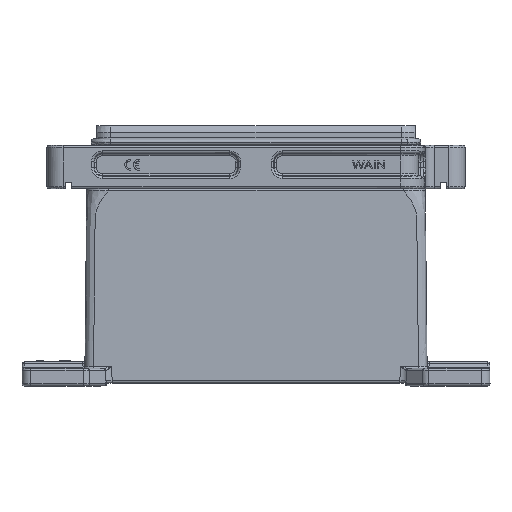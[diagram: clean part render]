
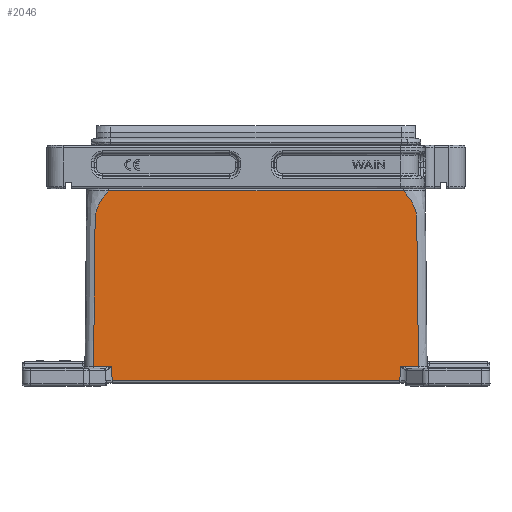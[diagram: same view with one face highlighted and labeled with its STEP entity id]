
A CAD part, top view. The second image highlights one B-rep face of the part: STEP entity #2046.
In plain terms, the highlighted planar face has unit normal (0, 0.011, 1).
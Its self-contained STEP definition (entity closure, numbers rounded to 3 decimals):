
#2046=ADVANCED_FACE('NONE',(#3848),#3051,.T.);
#3051=PLANE('',#22564);
#3848=FACE_OUTER_BOUND('',#5120,.T.);
#5120=EDGE_LOOP('',(#9548,#9549,#9550,#9551,#9552,#9553,#9554,#9555));
#6461=B_SPLINE_CURVE_WITH_KNOTS('',3,(#36580,#36581,#36582,#36583,#36584,
#36585,#36586,#36587,#36588,#36589,#36590,#36591,#36592,#36593,#36594,#36595,
#36596,#36597,#36598,#36599,#36600,#36601,#36602,#36603,#36604,#36605,#36606,
#36607,#36608,#36609,#36610,#36611,#36612,#36613,#36614,#36615,#36616,#36617,
#36618,#36619,#36620,#36621,#36622,#36623,#36624,#36625,#36626,#36627,#36628,
#36629,#36630,#36631,#36632,#36633,#36634,#36635,#36636,#36637,#36638,#36639,
#36640),.UNSPECIFIED.,.F.,.F.,(4,1,1,1,1,1,1,1,2,2,2,2,1,1,1,1,1,2,2,2,
2,1,1,1,2,2,2,2,2,2,2,2,2,2,2,2,2,4),(0.,0.25,0.375,
0.437,0.469,0.484,0.492,
0.496,0.498,0.5,0.625,
0.687,0.719,0.734,0.742,
0.746,0.748,0.749,0.75,
0.781,0.797,0.805,0.809,
0.811,0.812,0.812,0.844,
0.852,0.855,0.859,0.867,
0.871,0.875,0.906,0.922,
0.93,0.937,1.),.UNSPECIFIED.);
#6482=B_SPLINE_CURVE_WITH_KNOTS('',3,(#37499,#37500,#37501,#37502),
 .UNSPECIFIED.,.F.,.F.,(4,4),(0.,1.),.UNSPECIFIED.);
#6483=B_SPLINE_CURVE_WITH_KNOTS('',3,(#37507,#37508,#37509,#37510,#37511,
#37512,#37513),.UNSPECIFIED.,.F.,.F.,(4,3,4),(0.,0.01,1.),
 .UNSPECIFIED.);
#6484=B_SPLINE_CURVE_WITH_KNOTS('',3,(#37517,#37518,#37519,#37520,#37521,
#37522,#37523,#37524,#37525,#37526,#37527,#37528),.UNSPECIFIED.,.F.,.F.,
(4,2,2,2,2,4),(0.,0.125,0.188,0.25,0.5,
1.),.UNSPECIFIED.);
#6485=B_SPLINE_CURVE_WITH_KNOTS('',3,(#37529,#37530,#37531,#37532),
 .UNSPECIFIED.,.F.,.F.,(4,4),(0.,1.),.UNSPECIFIED.);
#9548=ORIENTED_EDGE('',*,*,#17209,.T.);
#9549=ORIENTED_EDGE('',*,*,#17210,.F.);
#9550=ORIENTED_EDGE('',*,*,#17211,.T.);
#9551=ORIENTED_EDGE('',*,*,#17212,.T.);
#9552=ORIENTED_EDGE('',*,*,#17213,.F.);
#9553=ORIENTED_EDGE('',*,*,#17173,.F.);
#9554=ORIENTED_EDGE('',*,*,#17175,.F.);
#9555=ORIENTED_EDGE('',*,*,#17214,.T.);
#14749=VERTEX_POINT('',#36225);
#14758=VERTEX_POINT('',#36571);
#14759=VERTEX_POINT('',#36579);
#14780=VERTEX_POINT('',#37503);
#14781=VERTEX_POINT('',#37504);
#14782=VERTEX_POINT('',#37506);
#14783=VERTEX_POINT('',#37514);
#14784=VERTEX_POINT('',#37516);
#17173=EDGE_CURVE('NONE',#14749,#14758,#19643,.T.);
#17175=EDGE_CURVE('NONE',#14759,#14749,#6461,.T.);
#17209=EDGE_CURVE('NONE',#14780,#14781,#6482,.T.);
#17210=EDGE_CURVE('NONE',#14782,#14781,#19654,.T.);
#17211=EDGE_CURVE('NONE',#14782,#14783,#6483,.T.);
#17212=EDGE_CURVE('NONE',#14783,#14784,#19655,.T.);
#17213=EDGE_CURVE('NONE',#14758,#14784,#6484,.T.);
#17214=EDGE_CURVE('NONE',#14759,#14780,#6485,.T.);
#19643=LINE('',#36572,#21061);
#19654=LINE('',#37505,#21072);
#19655=LINE('',#37515,#21073);
#21061=VECTOR('',#25426,1.);
#21072=VECTOR('',#25459,1.);
#21073=VECTOR('',#25460,1.);
#22564=AXIS2_PLACEMENT_3D('',#37533,#25461,#25462);
#25426=DIRECTION('',(1.,0.,0.));
#25459=DIRECTION('',(-1.,0.,0.));
#25460=DIRECTION('',(1.,0.,0.));
#25461=DIRECTION('',(0.,0.01,1.));
#25462=DIRECTION('',(0.,-1.,0.01));
#36225=CARTESIAN_POINT('',(40.023,90.011,-10.972));
#36571=CARTESIAN_POINT('',(175.942,90.011,-10.972));
#36572=CARTESIAN_POINT('',(32.63,90.011,-10.972));
#36579=CARTESIAN_POINT('',(33.024,8.99,-10.124));
#36580=CARTESIAN_POINT('',(33.024,8.99,-10.124));
#36581=CARTESIAN_POINT('',(33.095,15.762,-10.195));
#36582=CARTESIAN_POINT('',(33.201,25.921,-10.301));
#36583=CARTESIAN_POINT('',(33.325,37.773,-10.425));
#36584=CARTESIAN_POINT('',(33.387,43.699,-10.487));
#36585=CARTESIAN_POINT('',(33.418,46.662,-10.518));
#36586=CARTESIAN_POINT('',(33.434,48.144,-10.534));
#36587=CARTESIAN_POINT('',(33.441,48.884,-10.542));
#36588=CARTESIAN_POINT('',(33.445,49.255,-10.545));
#36589=CARTESIAN_POINT('',(33.447,49.413,-10.547));
#36590=CARTESIAN_POINT('',(33.448,49.519,-10.548));
#36591=CARTESIAN_POINT('',(33.448,49.523,-10.548));
#36592=CARTESIAN_POINT('',(33.518,56.17,-10.618));
#36593=CARTESIAN_POINT('',(33.57,61.135,-10.67));
#36594=CARTESIAN_POINT('',(33.623,66.215,-10.723));
#36595=CARTESIAN_POINT('',(33.636,67.513,-10.737));
#36596=CARTESIAN_POINT('',(33.651,68.868,-10.751));
#36597=CARTESIAN_POINT('',(33.656,69.398,-10.756));
#36598=CARTESIAN_POINT('',(33.66,69.757,-10.76));
#36599=CARTESIAN_POINT('',(33.661,69.871,-10.761));
#36600=CARTESIAN_POINT('',(33.662,69.912,-10.762));
#36601=CARTESIAN_POINT('',(33.662,69.929,-10.762));
#36602=CARTESIAN_POINT('',(33.662,69.935,-10.762));
#36603=CARTESIAN_POINT('',(33.662,69.939,-10.762));
#36604=CARTESIAN_POINT('',(33.661,69.89,-10.762));
#36605=CARTESIAN_POINT('',(33.679,71.622,-10.78));
#36606=CARTESIAN_POINT('',(33.693,72.886,-10.793));
#36607=CARTESIAN_POINT('',(33.706,74.155,-10.806));
#36608=CARTESIAN_POINT('',(33.709,74.475,-10.81));
#36609=CARTESIAN_POINT('',(33.713,74.797,-10.813));
#36610=CARTESIAN_POINT('',(33.714,74.919,-10.814));
#36611=CARTESIAN_POINT('',(33.715,74.993,-10.815));
#36612=CARTESIAN_POINT('',(33.715,75.013,-10.815));
#36613=CARTESIAN_POINT('',(33.715,75.018,-10.815));
#36614=CARTESIAN_POINT('',(33.715,75.021,-10.815));
#36615=CARTESIAN_POINT('',(33.715,74.984,-10.815));
#36616=CARTESIAN_POINT('',(33.727,76.251,-10.828));
#36617=CARTESIAN_POINT('',(33.746,77.193,-10.838));
#36618=CARTESIAN_POINT('',(33.804,78.011,-10.847));
#36619=CARTESIAN_POINT('',(33.816,78.156,-10.848));
#36620=CARTESIAN_POINT('',(33.835,78.347,-10.85));
#36621=CARTESIAN_POINT('',(33.841,78.405,-10.851));
#36622=CARTESIAN_POINT('',(33.867,78.619,-10.853));
#36623=CARTESIAN_POINT('',(33.881,78.726,-10.854));
#36624=CARTESIAN_POINT('',(33.927,79.044,-10.858));
#36625=CARTESIAN_POINT('',(33.963,79.255,-10.86));
#36626=CARTESIAN_POINT('',(34.023,79.569,-10.863));
#36627=CARTESIAN_POINT('',(34.045,79.673,-10.865));
#36628=CARTESIAN_POINT('',(34.089,79.881,-10.867));
#36629=CARTESIAN_POINT('',(34.125,80.033,-10.869));
#36630=CARTESIAN_POINT('',(34.24,80.513,-10.874));
#36631=CARTESIAN_POINT('',(34.423,81.168,-10.881));
#36632=CARTESIAN_POINT('',(34.905,82.445,-10.896));
#36633=CARTESIAN_POINT('',(35.1,82.918,-10.901));
#36634=CARTESIAN_POINT('',(35.463,83.69,-10.909));
#36635=CARTESIAN_POINT('',(35.595,83.957,-10.912));
#36636=CARTESIAN_POINT('',(35.887,84.508,-10.919));
#36637=CARTESIAN_POINT('',(36.066,84.827,-10.923));
#36638=CARTESIAN_POINT('',(37.438,87.132,-10.952));
#36639=CARTESIAN_POINT('',(38.798,88.712,-10.965));
#36640=CARTESIAN_POINT('',(40.022,90.011,-10.972));
#37499=CARTESIAN_POINT('',(41.459,8.99,-10.124));
#37500=CARTESIAN_POINT('',(41.49,6.763,-10.1));
#37501=CARTESIAN_POINT('',(41.522,4.537,-10.077));
#37502=CARTESIAN_POINT('',(41.554,2.311,-10.054));
#37503=CARTESIAN_POINT('',(41.459,8.99,-10.124));
#37504=CARTESIAN_POINT('',(41.554,2.311,-10.053));
#37505=CARTESIAN_POINT('',(38.439,2.311,-10.054));
#37506=CARTESIAN_POINT('',(174.411,2.311,-10.053));
#37507=CARTESIAN_POINT('',(174.41,2.244,-10.053));
#37508=CARTESIAN_POINT('',(174.411,2.266,-10.053));
#37509=CARTESIAN_POINT('',(174.411,2.288,-10.054));
#37510=CARTESIAN_POINT('',(174.411,2.311,-10.054));
#37511=CARTESIAN_POINT('',(174.443,4.537,-10.077));
#37512=CARTESIAN_POINT('',(174.475,6.763,-10.1));
#37513=CARTESIAN_POINT('',(174.507,8.989,-10.124));
#37514=CARTESIAN_POINT('',(174.507,8.989,-10.124));
#37515=CARTESIAN_POINT('',(25.911,8.99,-10.124));
#37516=CARTESIAN_POINT('',(182.942,8.99,-10.124));
#37517=CARTESIAN_POINT('',(175.942,90.011,-10.972));
#37518=CARTESIAN_POINT('',(178.167,87.668,-10.948));
#37519=CARTESIAN_POINT('',(180.187,84.959,-10.919));
#37520=CARTESIAN_POINT('',(181.906,80.139,-10.869));
#37521=CARTESIAN_POINT('',(182.21,78.41,-10.851));
#37522=CARTESIAN_POINT('',(182.259,74.939,-10.814));
#37523=CARTESIAN_POINT('',(182.269,73.203,-10.796));
#37524=CARTESIAN_POINT('',(182.361,64.526,-10.705));
#37525=CARTESIAN_POINT('',(182.432,57.584,-10.633));
#37526=CARTESIAN_POINT('',(182.651,36.758,-10.415));
#37527=CARTESIAN_POINT('',(182.796,22.874,-10.269));
#37528=CARTESIAN_POINT('',(182.942,8.99,-10.124));
#37529=CARTESIAN_POINT('',(33.024,8.99,-10.124));
#37530=CARTESIAN_POINT('',(35.835,8.99,-10.124));
#37531=CARTESIAN_POINT('',(38.647,8.99,-10.124));
#37532=CARTESIAN_POINT('',(41.459,8.99,-10.124));
#37533=CARTESIAN_POINT('',(25.911,91.,-10.983));
